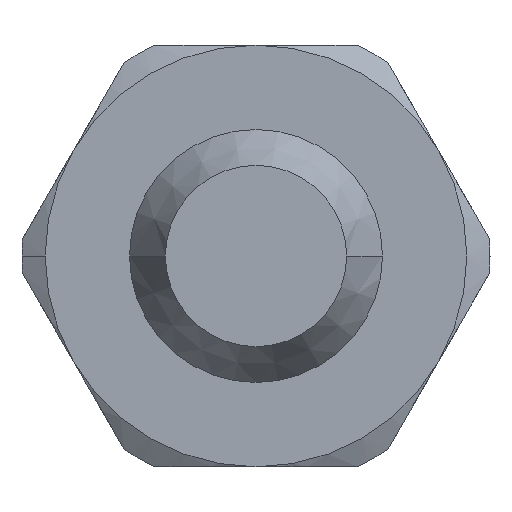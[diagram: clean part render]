
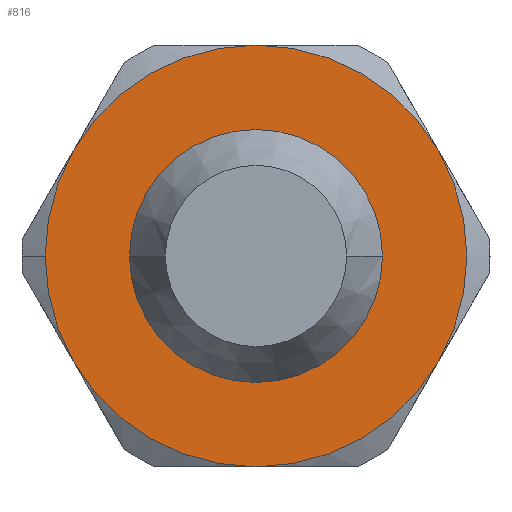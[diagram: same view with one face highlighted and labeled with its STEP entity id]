
A CAD part, front view. The second image highlights one B-rep face of the part: STEP entity #816.
In plain terms, the highlighted planar face has unit normal (0, -1, 0).
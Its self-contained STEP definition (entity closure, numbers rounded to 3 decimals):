
#6 = DIRECTION ( 'NONE',  ( -1., 0., 0. ) ) ;
#14 = VERTEX_POINT ( 'NONE', #311 ) ;
#17 = CARTESIAN_POINT ( 'NONE',  ( 4.33, 4.5, 2.5 ) ) ;
#28 = AXIS2_PLACEMENT_3D ( 'NONE', #255, #247, #239 ) ;
#56 = VERTEX_POINT ( 'NONE', #673 ) ;
#61 = ORIENTED_EDGE ( 'NONE', *, *, #108, .F. ) ;
#88 = DIRECTION ( 'NONE',  ( 0., 1., 0. ) ) ;
#108 = EDGE_CURVE ( 'NONE', #456, #802, #897, .T. ) ;
#149 = CIRCLE ( 'NONE', #465, 5. ) ;
#161 = CARTESIAN_POINT ( 'NONE',  ( 0., 4.5, 0. ) ) ;
#175 = CARTESIAN_POINT ( 'NONE',  ( -4.33, 4.5, -2.5 ) ) ;
#195 = CARTESIAN_POINT ( 'NONE',  ( 0., 4.5, 0. ) ) ;
#214 = CARTESIAN_POINT ( 'NONE',  ( 0., 4.5, 0. ) ) ;
#218 = FACE_OUTER_BOUND ( 'NONE', #338, .T. ) ;
#230 = DIRECTION ( 'NONE',  ( 0., 1., 0. ) ) ;
#239 = DIRECTION ( 'NONE',  ( -1., 0., 0. ) ) ;
#240 = AXIS2_PLACEMENT_3D ( 'NONE', #537, #523, #6 ) ;
#247 = DIRECTION ( 'NONE',  ( 0., 1., 0. ) ) ;
#248 = VERTEX_POINT ( 'NONE', #828 ) ;
#250 = VERTEX_POINT ( 'NONE', #725 ) ;
#255 = CARTESIAN_POINT ( 'NONE',  ( 0., 4.5, 0. ) ) ;
#279 = DIRECTION ( 'NONE',  ( -1., 0., 0. ) ) ;
#293 = CARTESIAN_POINT ( 'NONE',  ( 3., 4.5, 0. ) ) ;
#303 = DIRECTION ( 'NONE',  ( -1., 0., 0. ) ) ;
#311 = CARTESIAN_POINT ( 'NONE',  ( -3., 4.5, 0. ) ) ;
#313 = EDGE_CURVE ( 'NONE', #502, #14, #410, .T. ) ;
#327 = ORIENTED_EDGE ( 'NONE', *, *, #600, .F. ) ;
#338 = EDGE_LOOP ( 'NONE', ( #842, #769, #61, #327, #342, #929, #445 ) ) ;
#342 = ORIENTED_EDGE ( 'NONE', *, *, #462, .F. ) ;
#410 = CIRCLE ( 'NONE', #924, 3. ) ;
#416 = PLANE ( 'NONE',  #1056 ) ;
#425 = AXIS2_PLACEMENT_3D ( 'NONE', #161, #88, #777 ) ;
#445 = ORIENTED_EDGE ( 'NONE', *, *, #1024, .F. ) ;
#456 = VERTEX_POINT ( 'NONE', #175 ) ;
#462 = EDGE_CURVE ( 'NONE', #250, #56, #149, .T. ) ;
#465 = AXIS2_PLACEMENT_3D ( 'NONE', #195, #735, #303 ) ;
#496 = AXIS2_PLACEMENT_3D ( 'NONE', #972, #970, #950 ) ;
#502 = VERTEX_POINT ( 'NONE', #813 ) ;
#509 = VERTEX_POINT ( 'NONE', #17 ) ;
#523 = DIRECTION ( 'NONE',  ( 0., 1., 0. ) ) ;
#527 = AXIS2_PLACEMENT_3D ( 'NONE', #214, #230, #279 ) ;
#537 = CARTESIAN_POINT ( 'NONE',  ( 0., 4.5, 0. ) ) ;
#549 = AXIS2_PLACEMENT_3D ( 'NONE', #859, #856, #849 ) ;
#559 = DIRECTION ( 'NONE',  ( -1., 0., 0. ) ) ;
#565 = DIRECTION ( 'NONE',  ( 0., 1., 0. ) ) ;
#567 = EDGE_LOOP ( 'NONE', ( #572, #857 ) ) ;
#572 = ORIENTED_EDGE ( 'NONE', *, *, #976, .T. ) ;
#600 = EDGE_CURVE ( 'NONE', #56, #456, #837, .T. ) ;
#626 = CIRCLE ( 'NONE', #240, 5. ) ;
#673 = CARTESIAN_POINT ( 'NONE',  ( 0., 4.5, -5. ) ) ;
#680 = CIRCLE ( 'NONE', #496, 5. ) ;
#687 = CARTESIAN_POINT ( 'NONE',  ( -5., 4.5, 0. ) ) ;
#695 = CIRCLE ( 'NONE', #549, 5. ) ;
#711 = EDGE_CURVE ( 'NONE', #802, #248, #680, .T. ) ;
#713 = CARTESIAN_POINT ( 'NONE',  ( 0., 4.5, 0. ) ) ;
#721 = FACE_BOUND ( 'NONE', #567, .T. ) ;
#725 = CARTESIAN_POINT ( 'NONE',  ( 4.33, 4.5, -2.5 ) ) ;
#735 = DIRECTION ( 'NONE',  ( 0., 1., 0. ) ) ;
#748 = EDGE_CURVE ( 'NONE', #248, #761, #695, .T. ) ;
#761 = VERTEX_POINT ( 'NONE', #820 ) ;
#766 = DIRECTION ( 'NONE',  ( -1., 0., 0. ) ) ;
#769 = ORIENTED_EDGE ( 'NONE', *, *, #711, .F. ) ;
#776 = CARTESIAN_POINT ( 'NONE',  ( 0., 4.5, 0. ) ) ;
#777 = DIRECTION ( 'NONE',  ( -1., 0., 0. ) ) ;
#802 = VERTEX_POINT ( 'NONE', #687 ) ;
#813 = CARTESIAN_POINT ( 'NONE',  ( 3., 4.5, 0. ) ) ;
#815 = DIRECTION ( 'NONE',  ( -1., 0., 0. ) ) ;
#816 = ADVANCED_FACE ( 'NONE', ( #218, #721 ), #416, .F. ) ;
#820 = CARTESIAN_POINT ( 'NONE',  ( 0., 4.5, 5. ) ) ;
#822 = CIRCLE ( 'NONE', #425, 3. ) ;
#828 = CARTESIAN_POINT ( 'NONE',  ( -4.33, 4.5, 2.5 ) ) ;
#837 = CIRCLE ( 'NONE', #1083, 5. ) ;
#842 = ORIENTED_EDGE ( 'NONE', *, *, #748, .F. ) ;
#849 = DIRECTION ( 'NONE',  ( -1., 0., 0. ) ) ;
#856 = DIRECTION ( 'NONE',  ( 0., 1., 0. ) ) ;
#857 = ORIENTED_EDGE ( 'NONE', *, *, #313, .T. ) ;
#859 = CARTESIAN_POINT ( 'NONE',  ( 0., 4.5, 0. ) ) ;
#897 = CIRCLE ( 'NONE', #28, 5. ) ;
#924 = AXIS2_PLACEMENT_3D ( 'NONE', #776, #1076, #815 ) ;
#929 = ORIENTED_EDGE ( 'NONE', *, *, #1074, .F. ) ;
#947 = DIRECTION ( 'NONE',  ( 0., 1., 0. ) ) ;
#950 = DIRECTION ( 'NONE',  ( -1., 0., 0. ) ) ;
#970 = DIRECTION ( 'NONE',  ( 0., 1., 0. ) ) ;
#972 = CARTESIAN_POINT ( 'NONE',  ( 0., 4.5, 0. ) ) ;
#976 = EDGE_CURVE ( 'NONE', #14, #502, #822, .T. ) ;
#1008 = CIRCLE ( 'NONE', #527, 5. ) ;
#1024 = EDGE_CURVE ( 'NONE', #761, #509, #626, .T. ) ;
#1056 = AXIS2_PLACEMENT_3D ( 'NONE', #293, #565, #559 ) ;
#1074 = EDGE_CURVE ( 'NONE', #509, #250, #1008, .T. ) ;
#1076 = DIRECTION ( 'NONE',  ( 0., 1., 0. ) ) ;
#1083 = AXIS2_PLACEMENT_3D ( 'NONE', #713, #947, #766 ) ;
